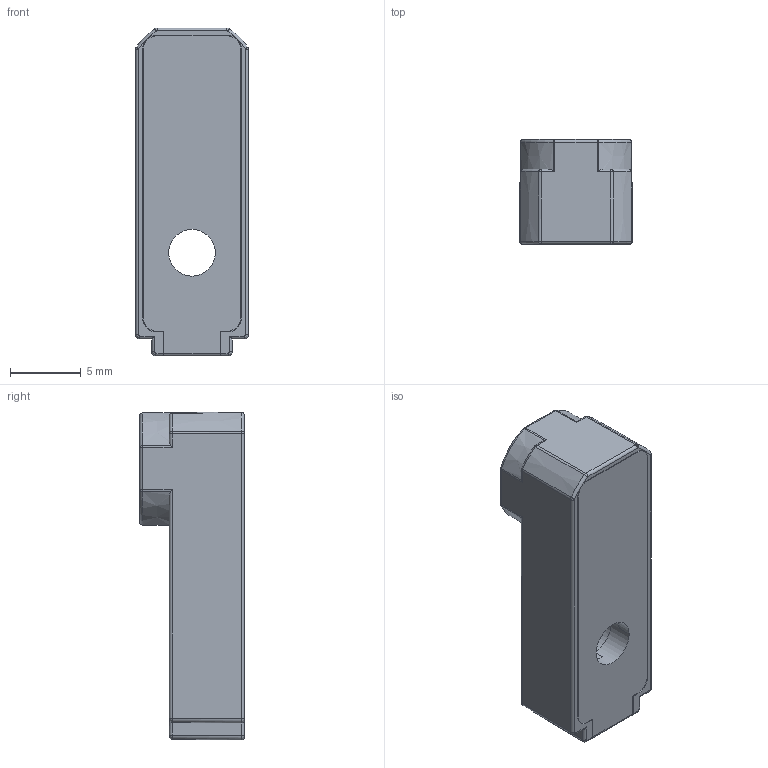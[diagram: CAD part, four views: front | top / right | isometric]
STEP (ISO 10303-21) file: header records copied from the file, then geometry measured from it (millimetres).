
FILE_DESCRIPTION((''),'2;1');
FILE_NAME('PRT0015','2020-07-17T',('admin'),(''),'PRO/ENGINEER BY PARAMETRIC TECHNOLOGY CORPORATION, 2008380','PRO/ENGINEER BY PARAMETRIC TECHNOLOGY CORPORATION, 2008380','');
FILE_SCHEMA(('CONFIG_CONTROL_DESIGN'));
Length unit declared in the file: millimetre
Products named in the file (1): PRT0015
Bounding box: 8 x 7.4 x 23.2 mm (x, y, z)
Volume: 588.7 mm3; surface area: 2388 mm2
Topology: 1 solids, 2 shells, 336 faces, 897 edges, 566 vertices
Faces by surface type: cylinder 138, plane 110, bspline 56, cone 16, torus 16
Entity records: 11857 total; most frequent: CARTESIAN_POINT 3723, ORIENTED_EDGE 1794, DIRECTION 1611, EDGE_CURVE 897, AXIS2_PLACEMENT_3D 604, VERTEX_POINT 566, VECTOR 403, LINE 403
